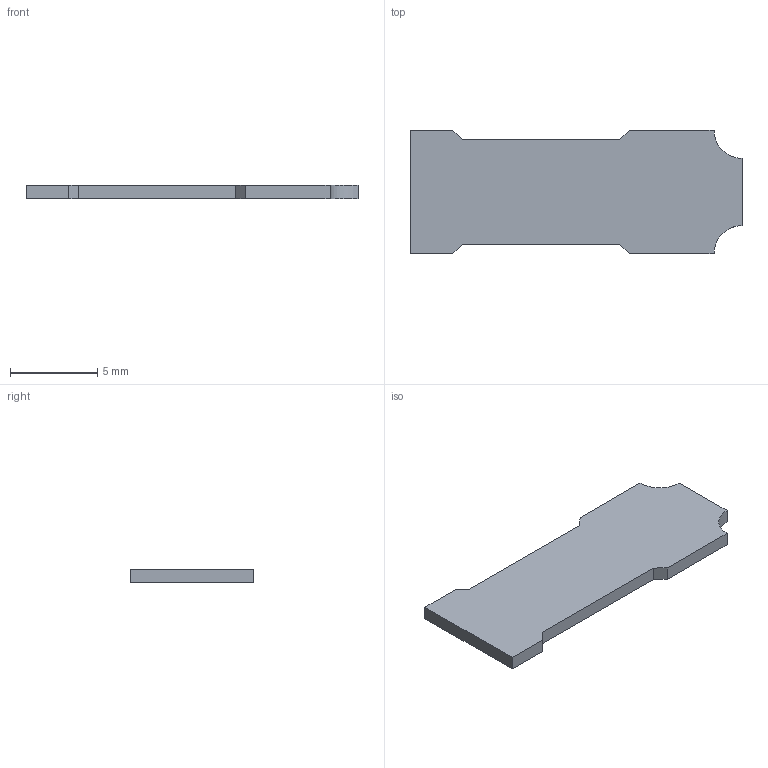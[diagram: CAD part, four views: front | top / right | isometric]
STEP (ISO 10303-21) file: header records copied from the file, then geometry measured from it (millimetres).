
FILE_DESCRIPTION(('KiCad electronic assembly'),'2;1');
FILE_NAME('capsule_adapter.step','2022-02-04T02:14:32',('Pcbnew'),( 'Kicad'),'Open CASCADE STEP processor 7.5','KiCad to STEP converter' ,'Unknown');
FILE_SCHEMA(('AUTOMOTIVE_DESIGN { 1 0 10303 214 1 1 1 1 }'));
Length unit declared in the file: millimetre
Products named in the file (2): capsule_adapter 1; capsule_adapter PCB
Assembly tree (1 placements, depth 2):
  capsule_adapter 1
    capsule_adapter PCB
Bounding box: 19 x 7.05 x 0.8 mm (x, y, z)
Volume: 95.6 mm3; surface area: 280.3 mm2
Topology: 1 solids, 1 shells, 16 faces, 42 edges, 28 vertices
Faces by surface type: plane 14, cylinder 2
Entity records: 1075 total; most frequent: CARTESIAN_POINT 180, DIRECTION 158, LINE 110, VECTOR 110, ORIENTED_EDGE 84, PCURVE 84, DEFINITIONAL_REPRESENTATION 84, EDGE_CURVE 42
